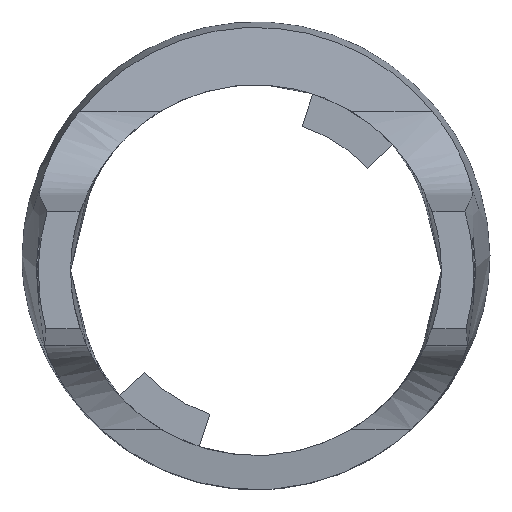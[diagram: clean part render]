
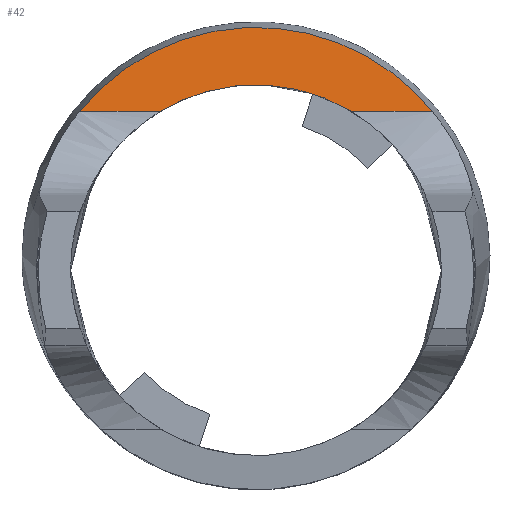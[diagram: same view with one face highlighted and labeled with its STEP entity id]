
A CAD part, front view. The second image highlights one B-rep face of the part: STEP entity #42.
In plain terms, the highlighted planar face has unit normal (0, -0.993, 0.118).
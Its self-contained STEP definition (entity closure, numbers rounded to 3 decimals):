
#42=ADVANCED_FACE('',(#77),#665,.T.);
#77=FACE_OUTER_BOUND('',#113,.T.);
#113=EDGE_LOOP('',(#288,#289,#290,#291));
#288=ORIENTED_EDGE('',*,*,#433,.T.);
#289=ORIENTED_EDGE('',*,*,#423,.F.);
#290=ORIENTED_EDGE('',*,*,#430,.T.);
#291=ORIENTED_EDGE('',*,*,#425,.F.);
#423=EDGE_CURVE('',#617,#616,#543,.T.);
#425=EDGE_CURVE('',#621,#620,#545,.T.);
#430=EDGE_CURVE('',#617,#620,#480,.T.);
#433=EDGE_CURVE('',#621,#616,#481,.T.);
#480=(
BOUNDED_CURVE()
B_SPLINE_CURVE(1,(#1524,#1525),.UNSPECIFIED.,.F.,.F.)
B_SPLINE_CURVE_WITH_KNOTS((2,2),(-3.71,0.524),
 .UNSPECIFIED.)
CURVE()
GEOMETRIC_REPRESENTATION_ITEM()
RATIONAL_B_SPLINE_CURVE((1.,1.))
REPRESENTATION_ITEM('')
);
#481=(
BOUNDED_CURVE()
B_SPLINE_CURVE(1,(#1566,#1567),.UNSPECIFIED.,.F.,.F.)
B_SPLINE_CURVE_WITH_KNOTS((2,2),(2.203,6.437),
 .UNSPECIFIED.)
CURVE()
GEOMETRIC_REPRESENTATION_ITEM()
RATIONAL_B_SPLINE_CURVE((1.,1.))
REPRESENTATION_ITEM('')
);
#543=B_SPLINE_CURVE_WITH_KNOTS('',3,(#1436,#1437,#1438,#1439,#1440,#1441,
#1442,#1443,#1444,#1445,#1446,#1447,#1448,#1449,#1450),.UNSPECIFIED.,.F.,
 .F.,(4,2,2,3,2,2,4),(25.252,26.701,28.615,
30.53,32.444,34.359,35.808),
 .UNSPECIFIED.);
#545=B_SPLINE_CURVE_WITH_KNOTS('',3,(#1455,#1456,#1457,#1458,#1459,#1460,
#1461,#1462,#1463,#1464,#1465,#1466,#1467,#1468,#1469,#1470,#1471,#1472,
#1473,#1474,#1475,#1476,#1477,#1478,#1479),.UNSPECIFIED.,.F.,.F.,(4,3,3,
3,3,3,3,3,4),(-8.965,-6.495,-3.776,-1.063,
1.647,4.356,7.069,9.788,12.259),
 .UNSPECIFIED.);
#616=VERTEX_POINT('',#1108);
#617=VERTEX_POINT('',#1109);
#620=VERTEX_POINT('',#1112);
#621=VERTEX_POINT('',#1113);
#665=PLANE('',#710);
#710=AXIS2_PLACEMENT_3D('',#1016,#738,$);
#738=DIRECTION('',(0.,-0.993,0.118));
#1016=CARTESIAN_POINT('',(-11.67,-115.34,7.904));
#1108=CARTESIAN_POINT('',(-5.004,-115.871,3.422));
#1109=CARTESIAN_POINT('',(5.004,-115.871,3.422));
#1112=CARTESIAN_POINT('',(9.238,-115.871,3.422));
#1113=CARTESIAN_POINT('',(-9.238,-115.871,3.422));
#1436=CARTESIAN_POINT('',(5.004,-115.871,3.422));
#1437=CARTESIAN_POINT('',(4.594,-115.842,3.669));
#1438=CARTESIAN_POINT('',(4.164,-115.816,3.886));
#1439=CARTESIAN_POINT('',(3.132,-115.765,4.314));
#1440=CARTESIAN_POINT('',(2.521,-115.744,4.499));
#1441=CARTESIAN_POINT('',(1.272,-115.714,4.748));
#1442=CARTESIAN_POINT('',(0.637,-115.707,4.811));
#1443=CARTESIAN_POINT('',(0.,-115.707,4.811));
#1444=CARTESIAN_POINT('',(-0.637,-115.707,4.811));
#1445=CARTESIAN_POINT('',(-1.272,-115.714,4.748));
#1446=CARTESIAN_POINT('',(-2.521,-115.744,4.499));
#1447=CARTESIAN_POINT('',(-3.132,-115.765,4.314));
#1448=CARTESIAN_POINT('',(-4.164,-115.816,3.886));
#1449=CARTESIAN_POINT('',(-4.594,-115.842,3.669));
#1450=CARTESIAN_POINT('',(-5.004,-115.871,3.422));
#1455=CARTESIAN_POINT('',(-9.238,-115.871,3.422));
#1456=CARTESIAN_POINT('',(-8.719,-115.796,4.055));
#1457=CARTESIAN_POINT('',(-8.136,-115.727,4.635));
#1458=CARTESIAN_POINT('',(-7.499,-115.666,5.152));
#1459=CARTESIAN_POINT('',(-6.799,-115.599,5.72));
#1460=CARTESIAN_POINT('',(-6.034,-115.541,6.209));
#1461=CARTESIAN_POINT('',(-5.223,-115.494,6.607));
#1462=CARTESIAN_POINT('',(-4.413,-115.447,7.003));
#1463=CARTESIAN_POINT('',(-3.558,-115.411,7.308));
#1464=CARTESIAN_POINT('',(-2.68,-115.386,7.513));
#1465=CARTESIAN_POINT('',(-1.802,-115.362,7.717));
#1466=CARTESIAN_POINT('',(-0.901,-115.35,7.82));
#1467=CARTESIAN_POINT('',(0.,-115.35,7.82));
#1468=CARTESIAN_POINT('',(0.901,-115.35,7.82));
#1469=CARTESIAN_POINT('',(1.802,-115.362,7.717));
#1470=CARTESIAN_POINT('',(2.679,-115.386,7.513));
#1471=CARTESIAN_POINT('',(3.558,-115.411,7.308));
#1472=CARTESIAN_POINT('',(4.413,-115.447,7.003));
#1473=CARTESIAN_POINT('',(5.222,-115.494,6.607));
#1474=CARTESIAN_POINT('',(6.033,-115.541,6.209));
#1475=CARTESIAN_POINT('',(6.798,-115.599,5.72));
#1476=CARTESIAN_POINT('',(7.499,-115.666,5.152));
#1477=CARTESIAN_POINT('',(8.136,-115.727,4.636));
#1478=CARTESIAN_POINT('',(8.719,-115.796,4.055));
#1479=CARTESIAN_POINT('',(9.238,-115.871,3.422));
#1524=CARTESIAN_POINT('',(5.004,-115.871,3.422));
#1525=CARTESIAN_POINT('',(9.238,-115.871,3.422));
#1566=CARTESIAN_POINT('',(-9.238,-115.871,3.422));
#1567=CARTESIAN_POINT('',(-5.004,-115.871,3.422));
